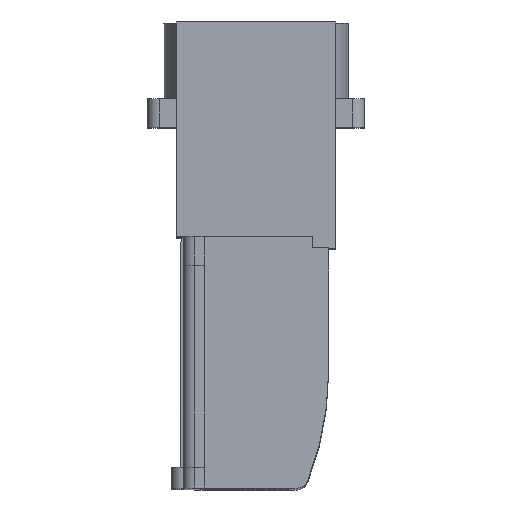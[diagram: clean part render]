
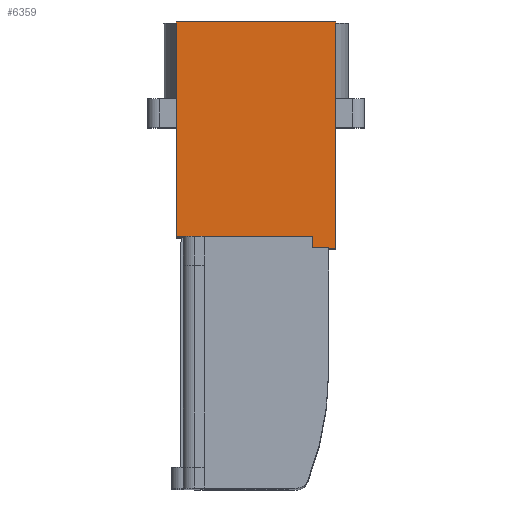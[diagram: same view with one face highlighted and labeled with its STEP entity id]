
A CAD part, top view. The second image highlights one B-rep face of the part: STEP entity #6359.
In plain terms, the highlighted face is planar.
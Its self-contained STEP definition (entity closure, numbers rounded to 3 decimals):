
#1479 = PLANE ( 'NONE',  #52776 ) ;
#2218 = ORIENTED_EDGE ( 'NONE', *, *, #52690, .T. ) ;
#2451 = VERTEX_POINT ( 'NONE', #54299 ) ;
#3117 = VERTEX_POINT ( 'NONE', #32052 ) ;
#5557 = DIRECTION ( 'NONE',  ( 0., -1., 0. ) ) ;
#6128 = FACE_OUTER_BOUND ( 'NONE', #31479, .T. ) ;
#6359 = ADVANCED_FACE ( 'NONE', ( #6128 ), #1479, .F. ) ;
#6753 = ORIENTED_EDGE ( 'NONE', *, *, #43003, .F. ) ;
#7660 = EDGE_CURVE ( 'NONE', #49228, #19162, #12614, .T. ) ;
#7757 = ORIENTED_EDGE ( 'NONE', *, *, #8284, .F. ) ;
#8030 = ORIENTED_EDGE ( 'NONE', *, *, #7660, .F. ) ;
#8284 = EDGE_CURVE ( 'NONE', #30557, #49228, #26734, .T. ) ;
#9327 = CARTESIAN_POINT ( 'NONE',  ( -34.5, 0., -6.9 ) ) ;
#10883 = VECTOR ( 'NONE', #33354, 1000. ) ;
#12614 = LINE ( 'NONE', #26887, #36055 ) ;
#14594 = CARTESIAN_POINT ( 'NONE',  ( -34.5, 19.6, -4.9 ) ) ;
#15747 = LINE ( 'NONE', #31254, #49571 ) ;
#16691 = DIRECTION ( 'NONE',  ( 0., 1., 0. ) ) ;
#16946 = DIRECTION ( 'NONE',  ( 0., -1., 0. ) ) ;
#17088 = EDGE_CURVE ( 'NONE', #34096, #19162, #15747, .T. ) ;
#17420 = EDGE_CURVE ( 'NONE', #34096, #3117, #33999, .T. ) ;
#19162 = VERTEX_POINT ( 'NONE', #9327 ) ;
#22065 = DIRECTION ( 'NONE',  ( 0., -1., 0. ) ) ;
#24799 = VECTOR ( 'NONE', #22065, 1000. ) ;
#26734 = LINE ( 'NONE', #35761, #24799 ) ;
#26887 = CARTESIAN_POINT ( 'NONE',  ( -34.5, 0., 6.9 ) ) ;
#30401 = CARTESIAN_POINT ( 'NONE',  ( -34.5, 18.6, 6.9 ) ) ;
#30557 = VERTEX_POINT ( 'NONE', #30401 ) ;
#31254 = CARTESIAN_POINT ( 'NONE',  ( -34.5, 0., -6.9 ) ) ;
#31479 = EDGE_LOOP ( 'NONE', ( #37592, #8030, #7757, #2218, #6753, #51505 ) ) ;
#32052 = CARTESIAN_POINT ( 'NONE',  ( -34.5, 19.6, -4.9 ) ) ;
#32435 = LINE ( 'NONE', #51369, #10883 ) ;
#33354 = DIRECTION ( 'NONE',  ( 0., 0., -1. ) ) ;
#33999 = LINE ( 'NONE', #42384, #34721 ) ;
#34096 = VERTEX_POINT ( 'NONE', #54035 ) ;
#34721 = VECTOR ( 'NONE', #53254, 1000. ) ;
#35761 = CARTESIAN_POINT ( 'NONE',  ( -34.5, 0., 6.9 ) ) ;
#36055 = VECTOR ( 'NONE', #45236, 1000. ) ;
#37592 = ORIENTED_EDGE ( 'NONE', *, *, #17088, .T. ) ;
#39373 = CARTESIAN_POINT ( 'NONE',  ( -34.5, 0., 6.9 ) ) ;
#42384 = CARTESIAN_POINT ( 'NONE',  ( -34.5, 19.6, -6.9 ) ) ;
#43003 = EDGE_CURVE ( 'NONE', #3117, #2451, #57428, .T. ) ;
#45236 = DIRECTION ( 'NONE',  ( 0., 0., -1. ) ) ;
#46635 = CARTESIAN_POINT ( 'NONE',  ( -34.5, 0., 6.9 ) ) ;
#49015 = DIRECTION ( 'NONE',  ( 1., 0., 0. ) ) ;
#49228 = VERTEX_POINT ( 'NONE', #46635 ) ;
#49571 = VECTOR ( 'NONE', #16946, 1000. ) ;
#51369 = CARTESIAN_POINT ( 'NONE',  ( -34.5, 18.6, 6.9 ) ) ;
#51505 = ORIENTED_EDGE ( 'NONE', *, *, #17420, .F. ) ;
#52690 = EDGE_CURVE ( 'NONE', #30557, #2451, #32435, .T. ) ;
#52776 = AXIS2_PLACEMENT_3D ( 'NONE', #39373, #49015, #16691 ) ;
#53254 = DIRECTION ( 'NONE',  ( 0., 0., 1. ) ) ;
#54035 = CARTESIAN_POINT ( 'NONE',  ( -34.5, 19.6, -6.9 ) ) ;
#54299 = CARTESIAN_POINT ( 'NONE',  ( -34.5, 18.6, -4.9 ) ) ;
#57428 = LINE ( 'NONE', #14594, #59910 ) ;
#59910 = VECTOR ( 'NONE', #5557, 1000. ) ;
